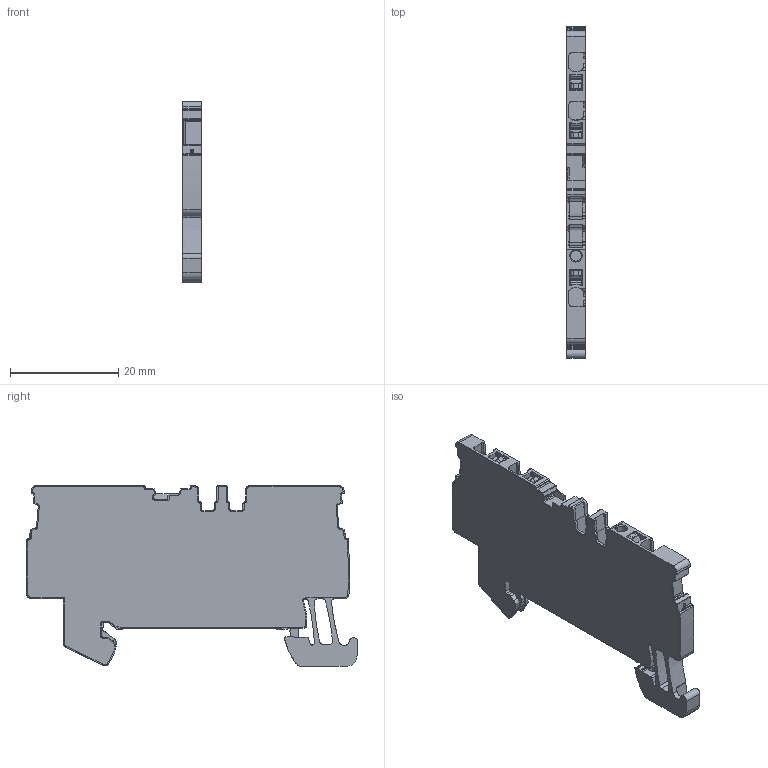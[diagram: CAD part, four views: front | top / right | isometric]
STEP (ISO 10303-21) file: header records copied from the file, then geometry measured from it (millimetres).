
FILE_DESCRIPTION(('CATIA V5 STEP Exchange','CAx-IF Rec.Pracs.--- Model Styling and Organization---1.5--- 2016-08-15','CAx-IF Rec.Pracs.---Supplemental Geometry---1.0---2011-11-01','CAx-IF Rec.Pracs.--- Composite Materials ---1.1---2010-07-15'),'2;1');
FILE_NAME ('1947651-4_0', '2025-03-27T09:11:27+00:00', ('none'), ('Weidmueller'), 'CATIA Version 5-6 Release 2022 SP4 HF5', 'CATIA V5 STEP AP214 v3', 'none');
FILE_SCHEMA(('AUTOMOTIVE_DESIGN { 1 0 10303 214 1 1 1 1 }'));
Length unit declared in the file: millimetre
Products named in the file (1): 2986610000
Bounding box: 3.5 x 61.2 x 33.35 mm (x, y, z)
Volume: 4951 mm3; surface area: 4804.9 mm2
Topology: 1 solids, 4 shells, 887 faces, 2565 edges, 1687 vertices
Faces by surface type: plane 435, cylinder 412, bspline 35, cone 5
Entity records: 32766 total; most frequent: CARTESIAN_POINT 9808, ORIENTED_EDGE 5122, DIRECTION 3733, EDGE_CURVE 2561, VERTEX_POINT 1685, VECTOR 1626, LINE 1626, AXIS2_PLACEMENT_3D 1392
